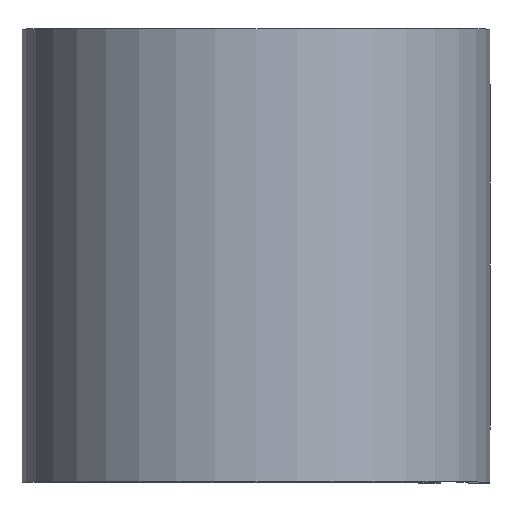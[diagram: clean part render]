
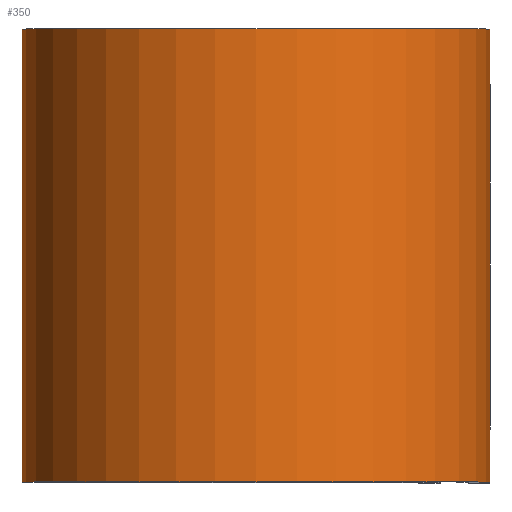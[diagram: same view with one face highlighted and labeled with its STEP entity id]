
A CAD part, top view. The second image highlights one B-rep face of the part: STEP entity #350.
In plain terms, the highlighted cylindrical face has radius 13.119 mm (diameter 26.238 mm), a partial arc.
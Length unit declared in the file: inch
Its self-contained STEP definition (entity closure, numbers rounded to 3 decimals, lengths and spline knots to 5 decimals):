
#7 = CARTESIAN_POINT ( 'NONE',  ( 0., 0.5, 0. ) ) ;
#17 = DIRECTION ( 'NONE',  ( 0., 1., 0. ) ) ;
#25 = VECTOR ( 'NONE', #414, 39.37008 ) ;
#43 = LINE ( 'NONE', #336, #25 ) ;
#47 = DIRECTION ( 'NONE',  ( 1., 0., 0. ) ) ;
#80 = AXIS2_PLACEMENT_3D ( 'NONE', #591, #495, #194 ) ;
#119 = AXIS2_PLACEMENT_3D ( 'NONE', #7, #17, #47 ) ;
#127 = CARTESIAN_POINT ( 'NONE',  ( 0., 0.5, -0.5165 ) ) ;
#142 = EDGE_CURVE ( 'NONE', #274, #446, #458, .T. ) ;
#158 = DIRECTION ( 'NONE',  ( 0., -1., 0. ) ) ;
#181 = DIRECTION ( 'NONE',  ( 0., 0., -1. ) ) ;
#194 = DIRECTION ( 'NONE',  ( 1., 0., 0. ) ) ;
#218 = VECTOR ( 'NONE', #158, 39.37008 ) ;
#263 = EDGE_CURVE ( 'NONE', #480, #446, #43, .T. ) ;
#274 = VERTEX_POINT ( 'NONE', #518 ) ;
#291 = EDGE_LOOP ( 'NONE', ( #611, #730, #408, #698 ) ) ;
#336 = CARTESIAN_POINT ( 'NONE',  ( 0.5165, 0.5, 0. ) ) ;
#339 = CARTESIAN_POINT ( 'NONE',  ( 0.5165, 0.5, 0. ) ) ;
#350 = ADVANCED_FACE ( 'NONE', ( #451 ), #488, .T. ) ;
#401 = EDGE_CURVE ( 'NONE', #671, #274, #460, .T. ) ;
#408 = ORIENTED_EDGE ( 'NONE', *, *, #554, .F. ) ;
#413 = DIRECTION ( 'NONE',  ( 0., -1., 0. ) ) ;
#414 = DIRECTION ( 'NONE',  ( 0., -1., 0. ) ) ;
#435 = CARTESIAN_POINT ( 'NONE',  ( 0., 0.5, 0. ) ) ;
#446 = VERTEX_POINT ( 'NONE', #606 ) ;
#451 = FACE_OUTER_BOUND ( 'NONE', #291, .T. ) ;
#458 = CIRCLE ( 'NONE', #80, 0.5165 ) ;
#460 = LINE ( 'NONE', #127, #218 ) ;
#480 = VERTEX_POINT ( 'NONE', #339 ) ;
#488 = CYLINDRICAL_SURFACE ( 'NONE', #490, 0.5165 ) ;
#490 = AXIS2_PLACEMENT_3D ( 'NONE', #435, #413, #181 ) ;
#495 = DIRECTION ( 'NONE',  ( 0., 1., 0. ) ) ;
#517 = CIRCLE ( 'NONE', #119, 0.5165 ) ;
#518 = CARTESIAN_POINT ( 'NONE',  ( 0., -0.5, -0.5165 ) ) ;
#554 = EDGE_CURVE ( 'NONE', #671, #480, #517, .T. ) ;
#591 = CARTESIAN_POINT ( 'NONE',  ( 0., -0.5, 0. ) ) ;
#606 = CARTESIAN_POINT ( 'NONE',  ( 0.5165, -0.5, 0. ) ) ;
#611 = ORIENTED_EDGE ( 'NONE', *, *, #142, .T. ) ;
#667 = CARTESIAN_POINT ( 'NONE',  ( 0., 0.5, -0.5165 ) ) ;
#671 = VERTEX_POINT ( 'NONE', #667 ) ;
#698 = ORIENTED_EDGE ( 'NONE', *, *, #401, .T. ) ;
#730 = ORIENTED_EDGE ( 'NONE', *, *, #263, .F. ) ;
